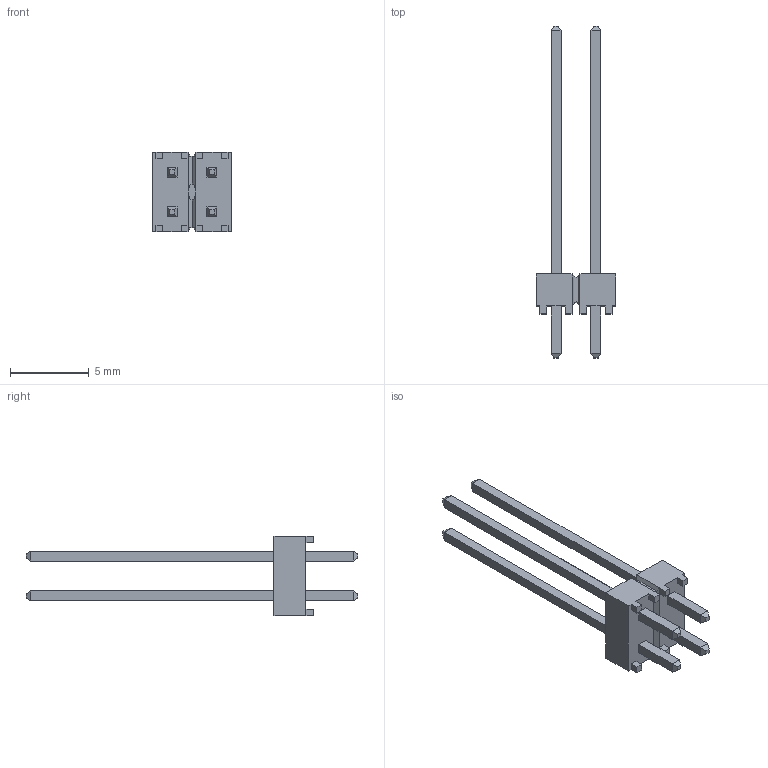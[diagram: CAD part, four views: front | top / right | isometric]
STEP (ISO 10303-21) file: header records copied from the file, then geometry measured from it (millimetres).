
FILE_DESCRIPTION( ( 'STEP AP214' ), ' ' );
FILE_NAME( 'TSW-102-17-G-D.stp', '2015-09-01T00:25:43', ( '' ), ( '' ), ' ', 'PARTsolutions', ' ' );
FILE_SCHEMA( ( 'AUTOMOTIVE_DESIGN { 1 0 10303 214 1 1 1 1 }' ) );
Length unit declared in the file: inch
Products named in the file (3): TSW-102-17-G-D; _TSW-102-17-G-D_body; _T-1S6-10-TSW-1-17-2-D
Assembly tree (2 placements, depth 2):
  TSW-102-17-G-D
    _TSW-102-17-G-D_body
    _T-1S6-10-TSW-1-17-2-D
Bounding box: 5.08 x 21.08 x 5.08 mm (x, y, z)
Volume: 83.1 mm3; surface area: 358.1 mm2
Topology: 2 solids, 2 shells, 156 faces, 386 edges, 240 vertices
Faces by surface type: plane 156
Entity records: 5776 total; most frequent: CARTESIAN_POINT 785, ORIENTED_EDGE 772, DIRECTION 704, EDGE_CURVE 386, LINE 386, VECTOR 386, VERTEX_POINT 240, EDGE_LOOP 172
